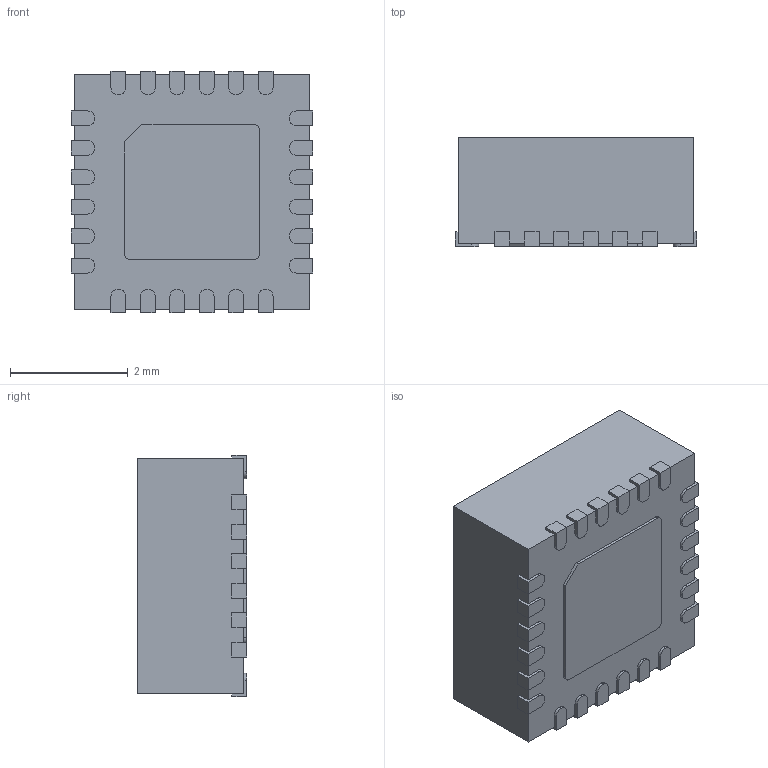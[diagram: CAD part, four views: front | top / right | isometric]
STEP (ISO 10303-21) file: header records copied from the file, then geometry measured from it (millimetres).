
FILE_DESCRIPTION (( 'STEP AP214' ), '1' );
FILE_NAME ( 'QFN24P50_4X4X1.8.STEP', '2017-07-07T14:59:56', ( '' ), ( '' ), 'Part was generated with the free Library Expert Lite available at www.PCBLibraries.com. Removing line will violate the End User License Agreement.', '©2017 PCB Libraries, Inc.', '' );
FILE_SCHEMA (( 'AUTOMOTIVE_DESIGN' ));
Length unit declared in the file: millimetre
Products named in the file (1): QFN24P50_4X4X1.8
Bounding box: 4.1 x 1.85 x 4.1 mm (x, y, z)
Volume: 29.2 mm3; surface area: 84.1 mm2
Topology: 26 solids, 26 shells, 244 faces, 570 edges, 380 vertices
Faces by surface type: plane 188, cylinder 54, torus 2
Entity records: 7879 total; most frequent: CARTESIAN_POINT 1195, DIRECTION 1174, ORIENTED_EDGE 1140, EDGE_CURVE 570, VECTOR 456, LINE 456, VERTEX_POINT 380, AXIS2_PLACEMENT_3D 359
